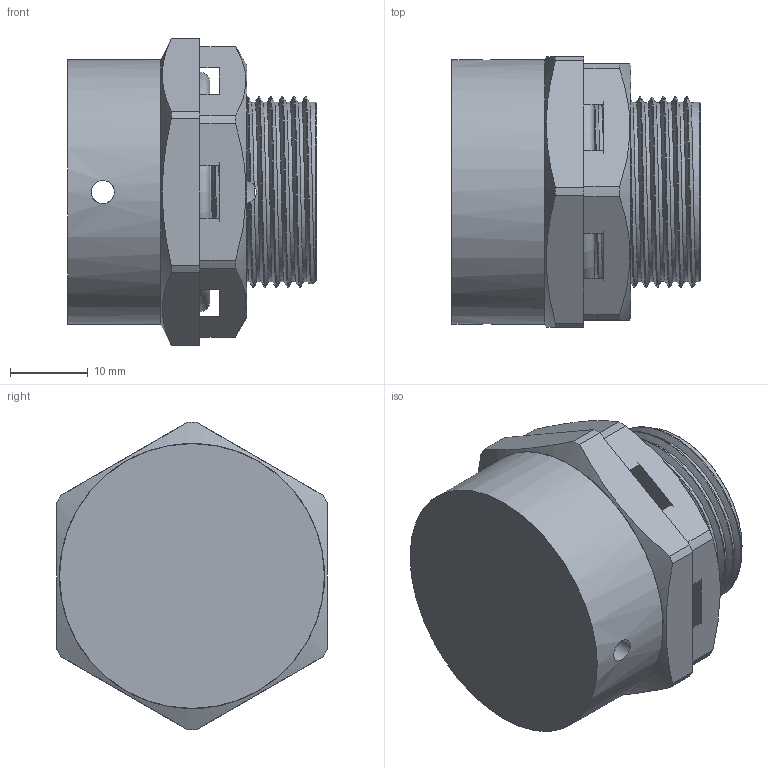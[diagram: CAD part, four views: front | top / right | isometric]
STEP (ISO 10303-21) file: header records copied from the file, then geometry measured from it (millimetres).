
FILE_DESCRIPTION(/* description */ ('EE-Stutzen M25x1,5','CAx-IF Rec.Pracs.---Representation and Presentation of Product Manufacturing Information (PMI)---3.8---2014-02-18'),/* implementation_level */ '2;1');
FILE_NAME(/* name */ '73000526-RST.stp',/* time_stamp */ '2023-11-16T14:21:26+01:00',/* author */ ('sl'),/* organization */ (''),/* preprocessor_version */ 'ST-DEVELOPER v16.5',/* originating_system */ 'Autodesk Inventor 2017',/* authorisation */ '');
FILE_SCHEMA (('AP242_MANAGED_MODEL_BASED_3D_ENGINEERING_MIM_LF { 1 0 10303 442 1 1 4 }'));
Length unit declared in the file: millimetre
Products named in the file (5): 73000526; 73000526_1; 73000526_2; 73000526_3; 73000526_4
Assembly tree (4 placements, depth 2):
  73000526
    73000526_1
    73000526_2
    73000526_3
    73000526_4
Bounding box: 32 x 34.9 x 39.7 mm (x, y, z)
Volume: 22010.9 mm3; surface area: 10365.8 mm2
Topology: 4 solids, 4 shells, 92 faces, 264 edges, 173 vertices
Faces by surface type: cylinder 43, plane 29, bspline 14, cone 4, torus 2
Full cylindrical faces by diameter (mm): 3 x5, 5 x1, 13.3 x2, 34.16 x1
Entity records: 5861 total; most frequent: CARTESIAN_POINT 3628, ORIENTED_EDGE 462, DIRECTION 383, EDGE_CURVE 231, AXIS2_PLACEMENT_3D 160, VERTEX_POINT 157, EDGE_LOOP 116, FACE_OUTER_BOUND 92
